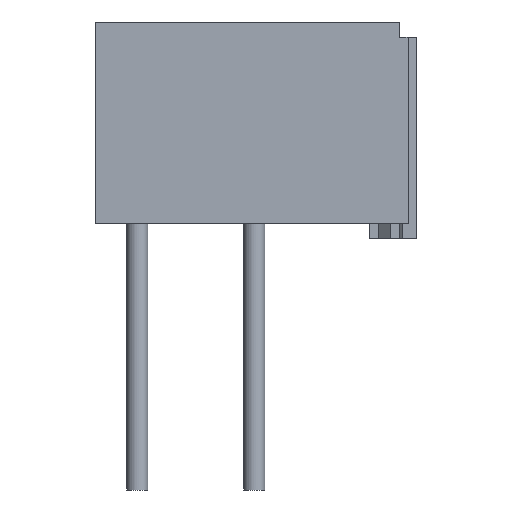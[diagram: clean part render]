
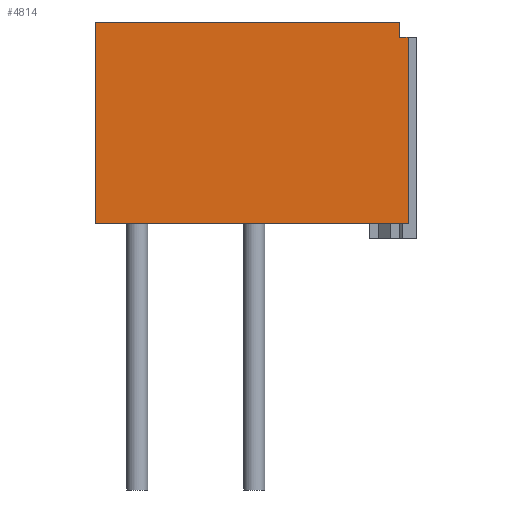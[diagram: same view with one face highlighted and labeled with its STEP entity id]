
A CAD part, left-side view. The second image highlights one B-rep face of the part: STEP entity #4814.
In plain terms, the highlighted planar face has unit normal (-1, 0, 0).
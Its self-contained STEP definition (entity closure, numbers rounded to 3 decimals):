
#711=FACE_OUTER_BOUND('',#975,.T.);
#975=EDGE_LOOP('',(#4409,#4410,#4411,#4412,#4413,#4414));
#995=LINE('',#5835,#1425);
#1007=LINE('',#5859,#1437);
#1010=LINE('',#5865,#1440);
#1040=LINE('',#5939,#1470);
#1253=LINE('',#8849,#1683);
#1399=LINE('',#9223,#1829);
#1425=VECTOR('',#5038,10.);
#1437=VECTOR('',#5052,10.);
#1440=VECTOR('',#5057,10.);
#1470=VECTOR('',#5119,10.);
#1683=VECTOR('',#5418,10.);
#1829=VECTOR('',#5774,10.);
#1852=VERTEX_POINT('',#5832);
#1853=VERTEX_POINT('',#5834);
#1864=VERTEX_POINT('',#5858);
#1866=VERTEX_POINT('',#5864);
#1894=VERTEX_POINT('',#5938);
#2188=VERTEX_POINT('',#8848);
#2329=EDGE_CURVE('',#1853,#1852,#995,.T.);
#2341=EDGE_CURVE('',#1864,#1853,#1007,.T.);
#2344=EDGE_CURVE('',#1866,#1864,#1010,.T.);
#2380=EDGE_CURVE('',#1894,#1866,#1040,.T.);
#2829=EDGE_CURVE('',#2188,#1852,#1253,.T.);
#3015=EDGE_CURVE('',#1894,#2188,#1399,.T.);
#4409=ORIENTED_EDGE('',*,*,#2380,.T.);
#4410=ORIENTED_EDGE('',*,*,#2344,.T.);
#4411=ORIENTED_EDGE('',*,*,#2341,.T.);
#4412=ORIENTED_EDGE('',*,*,#2329,.T.);
#4413=ORIENTED_EDGE('',*,*,#2829,.F.);
#4414=ORIENTED_EDGE('',*,*,#3015,.F.);
#4562=PLANE('',#5008);
#4814=ADVANCED_FACE('',(#711),#4562,.T.);
#5008=AXIS2_PLACEMENT_3D('',#9226,#5778,#5779);
#5038=DIRECTION('',(0.,0.,1.));
#5052=DIRECTION('',(0.,1.,0.));
#5057=DIRECTION('',(0.,0.,1.));
#5119=DIRECTION('',(0.,-1.,0.));
#5418=DIRECTION('',(0.,-1.,0.));
#5774=DIRECTION('',(0.,0.,1.));
#5778=DIRECTION('center_axis',(-1.,0.,0.));
#5779=DIRECTION('ref_axis',(0.,-1.,0.));
#5832=CARTESIAN_POINT('',(0.,0.,4.369));
#5834=CARTESIAN_POINT('',(0.,0.,4.039));
#5835=CARTESIAN_POINT('',(0.,0.,0.));
#5858=CARTESIAN_POINT('',(0.,-0.191,4.039));
#5859=CARTESIAN_POINT('',(0.,-0.048,4.039));
#5864=CARTESIAN_POINT('',(0.,-0.191,0.));
#5865=CARTESIAN_POINT('',(0.,-0.191,0.));
#5938=CARTESIAN_POINT('',(0.,6.604,0.));
#5939=CARTESIAN_POINT('',(0.,6.604,0.));
#8848=CARTESIAN_POINT('',(0.,6.604,4.369));
#8849=CARTESIAN_POINT('',(0.,6.604,4.369));
#9223=CARTESIAN_POINT('',(0.,6.604,0.));
#9226=CARTESIAN_POINT('Origin',(0.,6.604,0.));
